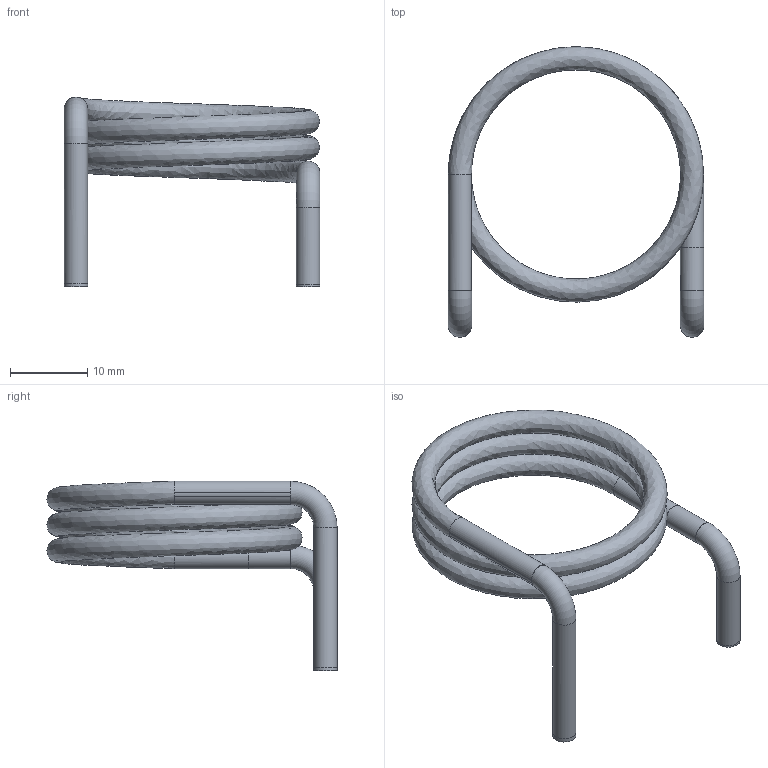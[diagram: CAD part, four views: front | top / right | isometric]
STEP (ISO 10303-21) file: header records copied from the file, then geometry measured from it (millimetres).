
FILE_DESCRIPTION(/* description */ (''),/* implementation_level */ '2;1');
FILE_NAME(/* name */ 'Untitled.step',/* time_stamp */ '2022-11-26T11:41:55+02:00',/* author */ (''),/* organization */ (''),/* preprocessor_version */ 'ST-DEVELOPER v19.2',/* originating_system */ 'Autodesk Translation Framework v11.17.0.187',/* authorisation */ '');
FILE_SCHEMA (('AUTOMOTIVE_DESIGN { 1 0 10303 214 3 1 1 }'));
Length unit declared in the file: millimetre
Products named in the file (1): (Unsaved)
Bounding box: 33.02 x 37.51 x 24.53 mm (x, y, z)
Volume: 2189.9 mm3; surface area: 2952.2 mm2
Topology: 3 solids, 3 shells, 18 faces, 40 edges, 28 vertices
Faces by surface type: bspline 10, plane 6, torus 2
Entity records: 2008 total; most frequent: CARTESIAN_POINT 1647, ORIENTED_EDGE 80, EDGE_CURVE 40, DIRECTION 31, B_SPLINE_CURVE_WITH_KNOTS 29, VERTEX_POINT 28, FACE_OUTER_BOUND 18, EDGE_LOOP 18
